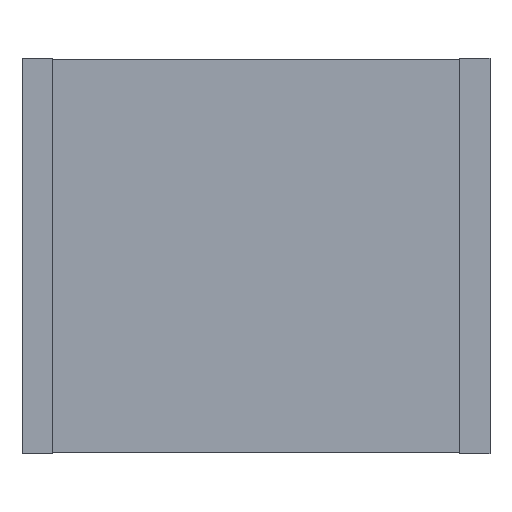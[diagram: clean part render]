
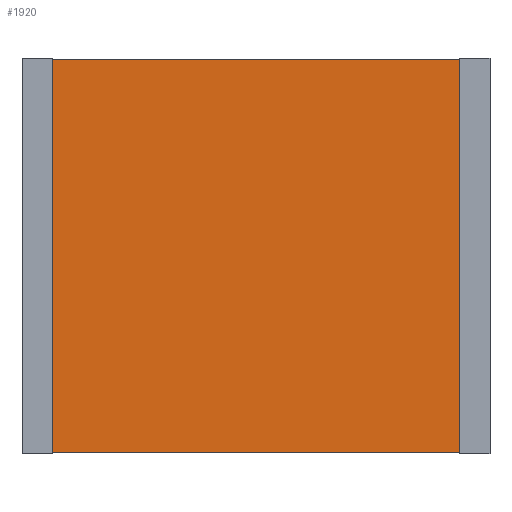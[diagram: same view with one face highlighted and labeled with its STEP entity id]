
A CAD part, front view. The second image highlights one B-rep face of the part: STEP entity #1920.
In plain terms, the highlighted planar face has unit normal (0, -1, 0).
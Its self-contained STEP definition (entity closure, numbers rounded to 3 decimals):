
#18 = ORIENTED_EDGE ( 'NONE', *, *, #1019, .F. ) ;
#28 = LINE ( 'NONE', #2163, #379 ) ;
#55 = EDGE_CURVE ( 'NONE', #1699, #1176, #104, .T. ) ;
#87 = AXIS2_PLACEMENT_3D ( 'NONE', #960, #1013, #1773 ) ;
#104 = LINE ( 'NONE', #2007, #572 ) ;
#240 = EDGE_CURVE ( 'NONE', #284, #1176, #2157, .T. ) ;
#251 = ORIENTED_EDGE ( 'NONE', *, *, #2439, .T. ) ;
#284 = VERTEX_POINT ( 'NONE', #1741 ) ;
#286 = CARTESIAN_POINT ( 'NONE',  ( 7.19, 0., 0. ) ) ;
#379 = VECTOR ( 'NONE', #399, 1000. ) ;
#399 = DIRECTION ( 'NONE',  ( -1., 0., 0. ) ) ;
#564 = CARTESIAN_POINT ( 'NONE',  ( 0., 0., 0. ) ) ;
#572 = VECTOR ( 'NONE', #1632, 1000. ) ;
#596 = ORIENTED_EDGE ( 'NONE', *, *, #55, .T. ) ;
#597 = DIRECTION ( 'NONE',  ( 1., 0., 0. ) ) ;
#677 = LINE ( 'NONE', #1753, #2018 ) ;
#768 = VERTEX_POINT ( 'NONE', #1287 ) ;
#804 = VECTOR ( 'NONE', #597, 1000. ) ;
#960 = CARTESIAN_POINT ( 'NONE',  ( 0., 0., 0. ) ) ;
#1013 = DIRECTION ( 'NONE',  ( 0., -1., 0. ) ) ;
#1019 = EDGE_CURVE ( 'NONE', #1699, #768, #28, .T. ) ;
#1176 = VERTEX_POINT ( 'NONE', #286 ) ;
#1238 = EDGE_LOOP ( 'NONE', ( #18, #596, #1665, #251 ) ) ;
#1287 = CARTESIAN_POINT ( 'NONE',  ( 0.49, 0., -6.48 ) ) ;
#1373 = DIRECTION ( 'NONE',  ( 0., 0., -1. ) ) ;
#1507 = FACE_OUTER_BOUND ( 'NONE', #1238, .T. ) ;
#1631 = CARTESIAN_POINT ( 'NONE',  ( 7.19, 0., -6.48 ) ) ;
#1632 = DIRECTION ( 'NONE',  ( 0., 0., 1. ) ) ;
#1665 = ORIENTED_EDGE ( 'NONE', *, *, #240, .F. ) ;
#1699 = VERTEX_POINT ( 'NONE', #1631 ) ;
#1741 = CARTESIAN_POINT ( 'NONE',  ( 0.49, 0., 0. ) ) ;
#1753 = CARTESIAN_POINT ( 'NONE',  ( 0.49, 0., 0. ) ) ;
#1773 = DIRECTION ( 'NONE',  ( 0., 0., -1. ) ) ;
#1920 = ADVANCED_FACE ( 'NONE', ( #1507 ), #2102, .T. ) ;
#2007 = CARTESIAN_POINT ( 'NONE',  ( 7.19, 0., 0. ) ) ;
#2018 = VECTOR ( 'NONE', #1373, 1000. ) ;
#2102 = PLANE ( 'NONE',  #87 ) ;
#2157 = LINE ( 'NONE', #564, #804 ) ;
#2163 = CARTESIAN_POINT ( 'NONE',  ( 0., 0., -6.48 ) ) ;
#2439 = EDGE_CURVE ( 'NONE', #284, #768, #677, .T. ) ;
